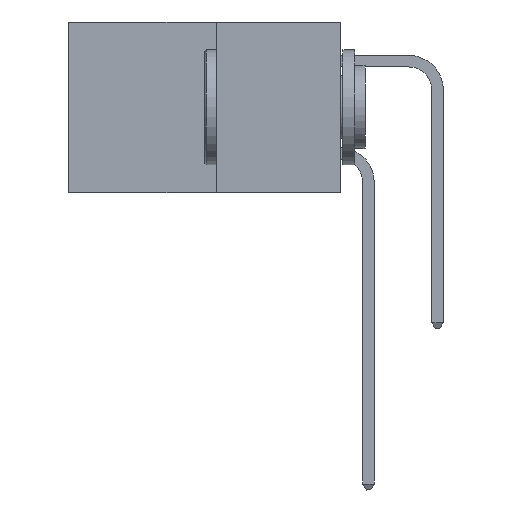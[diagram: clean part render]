
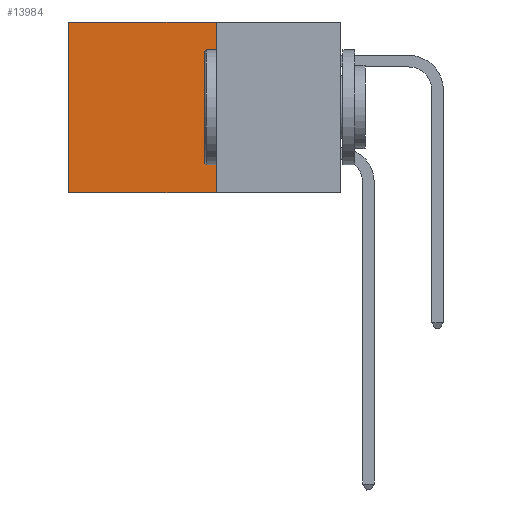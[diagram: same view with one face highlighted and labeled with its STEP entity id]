
A CAD part, left-side view. The second image highlights one B-rep face of the part: STEP entity #13984.
In plain terms, the highlighted planar face has unit normal (-1, 0, 0).
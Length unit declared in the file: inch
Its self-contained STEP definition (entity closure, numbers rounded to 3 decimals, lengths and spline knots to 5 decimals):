
#595 = AXIS2_PLACEMENT_3D ( 'NONE', #4726, #13585, #6028 ) ;
#1494 = EDGE_CURVE ( 'NONE', #14530, #6320, #7174, .T. ) ;
#2886 = LINE ( 'NONE', #9480, #8941 ) ;
#3610 = ORIENTED_EDGE ( 'NONE', *, *, #14930, .F. ) ;
#4068 = VECTOR ( 'NONE', #11145, 39.37008 ) ;
#4112 = ORIENTED_EDGE ( 'NONE', *, *, #9917, .F. ) ;
#4135 = VECTOR ( 'NONE', #8298, 39.37008 ) ;
#4476 = LINE ( 'NONE', #11229, #4068 ) ;
#4726 = CARTESIAN_POINT ( 'NONE',  ( 0.277, 0.27, -0.37 ) ) ;
#5856 = EDGE_CURVE ( 'NONE', #6320, #10805, #4476, .T. ) ;
#6028 = DIRECTION ( 'NONE',  ( 0., 0., -1. ) ) ;
#6320 = VERTEX_POINT ( 'NONE', #7177 ) ;
#6389 = ORIENTED_EDGE ( 'NONE', *, *, #1494, .T. ) ;
#7174 = LINE ( 'NONE', #10412, #4135 ) ;
#7177 = CARTESIAN_POINT ( 'NONE',  ( 0.277, 0.59, 0. ) ) ;
#7419 = CARTESIAN_POINT ( 'NONE',  ( 0.277, 0.59, -0.37 ) ) ;
#7920 = EDGE_LOOP ( 'NONE', ( #12883, #3610, #4112, #6389 ) ) ;
#8298 = DIRECTION ( 'NONE',  ( 0., 1., 0. ) ) ;
#8545 = LINE ( 'NONE', #15544, #14810 ) ;
#8941 = VECTOR ( 'NONE', #11994, 39.37008 ) ;
#9296 = DIRECTION ( 'NONE',  ( 0., 1., 0. ) ) ;
#9480 = CARTESIAN_POINT ( 'NONE',  ( 0.277, 0.27, -0.37 ) ) ;
#9804 = PLANE ( 'NONE',  #595 ) ;
#9917 = EDGE_CURVE ( 'NONE', #14530, #15858, #2886, .T. ) ;
#10412 = CARTESIAN_POINT ( 'NONE',  ( 0.277, 0.27, 0. ) ) ;
#10805 = VERTEX_POINT ( 'NONE', #7419 ) ;
#11145 = DIRECTION ( 'NONE',  ( 0., 0., -1. ) ) ;
#11229 = CARTESIAN_POINT ( 'NONE',  ( 0.277, 0.59, -0.37 ) ) ;
#11994 = DIRECTION ( 'NONE',  ( 0., 0., -1. ) ) ;
#12883 = ORIENTED_EDGE ( 'NONE', *, *, #5856, .T. ) ;
#13585 = DIRECTION ( 'NONE',  ( 1., 0., 0. ) ) ;
#13984 = ADVANCED_FACE ( 'NONE', ( #15476 ), #9804, .F. ) ;
#14530 = VERTEX_POINT ( 'NONE', #16023 ) ;
#14810 = VECTOR ( 'NONE', #9296, 39.37008 ) ;
#14920 = CARTESIAN_POINT ( 'NONE',  ( 0.277, 0.27, -0.37 ) ) ;
#14930 = EDGE_CURVE ( 'NONE', #15858, #10805, #8545, .T. ) ;
#15476 = FACE_OUTER_BOUND ( 'NONE', #7920, .T. ) ;
#15544 = CARTESIAN_POINT ( 'NONE',  ( 0.277, 0.27, -0.37 ) ) ;
#15858 = VERTEX_POINT ( 'NONE', #14920 ) ;
#16023 = CARTESIAN_POINT ( 'NONE',  ( 0.277, 0.27, 0. ) ) ;
